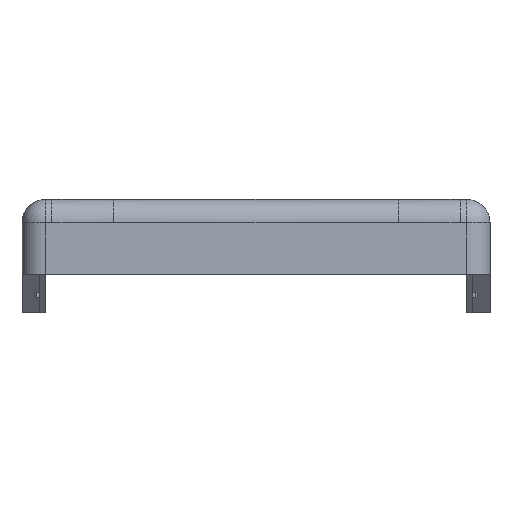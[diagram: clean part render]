
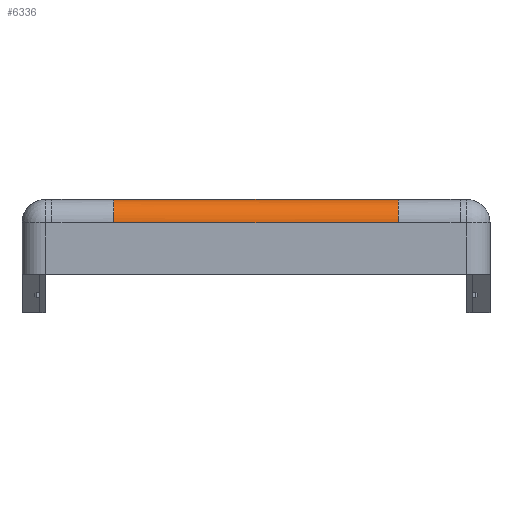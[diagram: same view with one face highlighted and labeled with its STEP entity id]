
A CAD part, front view. The second image highlights one B-rep face of the part: STEP entity #6336.
In plain terms, the highlighted cylindrical face has radius 2 mm (diameter 4 mm), a partial arc.
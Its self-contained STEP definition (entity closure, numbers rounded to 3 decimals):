
#772 = PLANE('',#773);
#773 = AXIS2_PLACEMENT_3D('',#774,#775,#776);
#774 = CARTESIAN_POINT('',(0.,-60.75,-4.25));
#775 = DIRECTION('',(-0.,-1.,-0.));
#776 = DIRECTION('',(0.,0.,-1.));
#3113 = VERTEX_POINT('',#3114);
#3114 = CARTESIAN_POINT('',(12.15,-60.75,10.));
#3126 = ( BOUNDED_SURFACE() B_SPLINE_SURFACE(2,1,(
    (#3127,#3128)
    ,(#3129,#3130)
    ,(#3131,#3132
)),.UNSPECIFIED.,.F.,.F.,.F.) B_SPLINE_SURFACE_WITH_KNOTS((3,3),(2,2),(
    0.,5.299),(32.15,37.45),
.PIECEWISE_BEZIER_KNOTS.) GEOMETRIC_REPRESENTATION_ITEM() 
RATIONAL_B_SPLINE_SURFACE((
    (1.,1.)
    ,(0.707,0.707)
,(1.,1.))) REPRESENTATION_ITEM('') SURFACE() );
#3127 = CARTESIAN_POINT('',(12.15,-58.75,12.));
#3128 = CARTESIAN_POINT('',(17.45,-58.75,12.));
#3129 = CARTESIAN_POINT('',(12.15,-60.75,12.));
#3130 = CARTESIAN_POINT('',(17.45,-60.75,12.));
#3131 = CARTESIAN_POINT('',(12.15,-60.75,10.));
#3132 = CARTESIAN_POINT('',(17.45,-60.75,10.));
#3140 = EDGE_CURVE('',#3141,#3113,#3143,.T.);
#3141 = VERTEX_POINT('',#3142);
#3142 = CARTESIAN_POINT('',(-12.15,-60.75,10.));
#3143 = SURFACE_CURVE('',#3144,(#3148,#3155),.PCURVE_S1.);
#3144 = LINE('',#3145,#3146);
#3145 = CARTESIAN_POINT('',(-20.,-60.75,10.));
#3146 = VECTOR('',#3147,1.);
#3147 = DIRECTION('',(1.,0.,0.));
#3148 = PCURVE('',#772,#3149);
#3149 = DEFINITIONAL_REPRESENTATION('',(#3150),#3154);
#3150 = LINE('',#3151,#3152);
#3151 = CARTESIAN_POINT('',(-14.25,-20.));
#3152 = VECTOR('',#3153,1.);
#3153 = DIRECTION('',(0.,1.));
#3154 = ( GEOMETRIC_REPRESENTATION_CONTEXT(2) 
PARAMETRIC_REPRESENTATION_CONTEXT() REPRESENTATION_CONTEXT('2D SPACE',''
  ) );
#3155 = PCURVE('',#3156,#3161);
#3156 = CYLINDRICAL_SURFACE('',#3157,2.);
#3157 = AXIS2_PLACEMENT_3D('',#3158,#3159,#3160);
#3158 = CARTESIAN_POINT('',(-20.,-58.75,10.));
#3159 = DIRECTION('',(1.,0.,0.));
#3160 = DIRECTION('',(0.,0.,1.));
#3161 = DEFINITIONAL_REPRESENTATION('',(#3162),#3166);
#3162 = LINE('',#3163,#3164);
#3163 = CARTESIAN_POINT('',(1.571,0.));
#3164 = VECTOR('',#3165,1.);
#3165 = DIRECTION('',(0.,1.));
#3166 = ( GEOMETRIC_REPRESENTATION_CONTEXT(2) 
PARAMETRIC_REPRESENTATION_CONTEXT() REPRESENTATION_CONTEXT('2D SPACE',''
  ) );
#3180 = ( BOUNDED_SURFACE() B_SPLINE_SURFACE(2,1,(
    (#3181,#3182)
    ,(#3183,#3184)
    ,(#3185,#3186
)),.UNSPECIFIED.,.F.,.F.,.F.) B_SPLINE_SURFACE_WITH_KNOTS((3,3),(2,2),(
    0.,5.299),(2.55,7.85),
.PIECEWISE_BEZIER_KNOTS.) GEOMETRIC_REPRESENTATION_ITEM() 
RATIONAL_B_SPLINE_SURFACE((
    (1.,1.)
    ,(0.707,0.707)
,(1.,1.))) REPRESENTATION_ITEM('') SURFACE() );
#3181 = CARTESIAN_POINT('',(-17.45,-58.75,12.));
#3182 = CARTESIAN_POINT('',(-12.15,-58.75,12.));
#3183 = CARTESIAN_POINT('',(-17.45,-60.75,12.));
#3184 = CARTESIAN_POINT('',(-12.15,-60.75,12.));
#3185 = CARTESIAN_POINT('',(-17.45,-60.75,10.));
#3186 = CARTESIAN_POINT('',(-12.15,-60.75,10.));
#6076 = PLANE('',#6077);
#6077 = AXIS2_PLACEMENT_3D('',#6078,#6079,#6080);
#6078 = CARTESIAN_POINT('',(0.,0.,12.));
#6079 = DIRECTION('',(0.,0.,1.));
#6080 = DIRECTION('',(1.,0.,0.));
#6283 = EDGE_CURVE('',#6284,#3141,#6286,.T.);
#6284 = VERTEX_POINT('',#6285);
#6285 = CARTESIAN_POINT('',(-12.15,-58.75,12.));
#6286 = SURFACE_CURVE('',#6287,(#6291,#6298),.PCURVE_S1.);
#6287 = ( BOUNDED_CURVE() B_SPLINE_CURVE(2,(#6288,#6289,#6290),
.UNSPECIFIED.,.F.,.F.) B_SPLINE_CURVE_WITH_KNOTS((3,3),(0.,
5.299),.PIECEWISE_BEZIER_KNOTS.) CURVE() 
GEOMETRIC_REPRESENTATION_ITEM() RATIONAL_B_SPLINE_CURVE((1.,
0.707,1.)) REPRESENTATION_ITEM('') );
#6288 = CARTESIAN_POINT('',(-12.15,-58.75,12.));
#6289 = CARTESIAN_POINT('',(-12.15,-60.75,12.));
#6290 = CARTESIAN_POINT('',(-12.15,-60.75,10.));
#6291 = PCURVE('',#3180,#6292);
#6292 = DEFINITIONAL_REPRESENTATION('',(#6293),#6297);
#6293 = LINE('',#6294,#6295);
#6294 = CARTESIAN_POINT('',(0.,7.85));
#6295 = VECTOR('',#6296,1.);
#6296 = DIRECTION('',(1.,0.));
#6297 = ( GEOMETRIC_REPRESENTATION_CONTEXT(2) 
PARAMETRIC_REPRESENTATION_CONTEXT() REPRESENTATION_CONTEXT('2D SPACE',''
  ) );
#6298 = PCURVE('',#3156,#6299);
#6299 = DEFINITIONAL_REPRESENTATION('',(#6300),#6311);
#6300 = B_SPLINE_CURVE_WITH_KNOTS('',9,(#6301,#6302,#6303,#6304,#6305,
    #6306,#6307,#6308,#6309,#6310),.UNSPECIFIED.,.F.,.F.,(10,10),(0.,
    5.299),.PIECEWISE_BEZIER_KNOTS.);
#6301 = CARTESIAN_POINT('',(0.,7.85));
#6302 = CARTESIAN_POINT('',(0.157,7.85));
#6303 = CARTESIAN_POINT('',(0.326,7.85));
#6304 = CARTESIAN_POINT('',(0.505,7.85));
#6305 = CARTESIAN_POINT('',(0.691,7.85));
#6306 = CARTESIAN_POINT('',(0.88,7.85));
#6307 = CARTESIAN_POINT('',(1.066,7.85));
#6308 = CARTESIAN_POINT('',(1.245,7.85));
#6309 = CARTESIAN_POINT('',(1.414,7.85));
#6310 = CARTESIAN_POINT('',(1.571,7.85));
#6311 = ( GEOMETRIC_REPRESENTATION_CONTEXT(2) 
PARAMETRIC_REPRESENTATION_CONTEXT() REPRESENTATION_CONTEXT('2D SPACE',''
  ) );
#6336 = ADVANCED_FACE('',(#6337),#3156,.T.);
#6337 = FACE_BOUND('',#6338,.T.);
#6338 = EDGE_LOOP('',(#6339,#6340,#6341,#6372));
#6339 = ORIENTED_EDGE('',*,*,#6283,.T.);
#6340 = ORIENTED_EDGE('',*,*,#3140,.T.);
#6341 = ORIENTED_EDGE('',*,*,#6342,.F.);
#6342 = EDGE_CURVE('',#6343,#3113,#6345,.T.);
#6343 = VERTEX_POINT('',#6344);
#6344 = CARTESIAN_POINT('',(12.15,-58.75,12.));
#6345 = SURFACE_CURVE('',#6346,(#6351,#6358),.PCURVE_S1.);
#6346 = CIRCLE('',#6347,2.);
#6347 = AXIS2_PLACEMENT_3D('',#6348,#6349,#6350);
#6348 = CARTESIAN_POINT('',(12.15,-58.75,10.));
#6349 = DIRECTION('',(1.,0.,-0.));
#6350 = DIRECTION('',(0.,0.,1.));
#6351 = PCURVE('',#3156,#6352);
#6352 = DEFINITIONAL_REPRESENTATION('',(#6353),#6357);
#6353 = LINE('',#6354,#6355);
#6354 = CARTESIAN_POINT('',(0.,32.15));
#6355 = VECTOR('',#6356,1.);
#6356 = DIRECTION('',(1.,0.));
#6357 = ( GEOMETRIC_REPRESENTATION_CONTEXT(2) 
PARAMETRIC_REPRESENTATION_CONTEXT() REPRESENTATION_CONTEXT('2D SPACE',''
  ) );
#6358 = PCURVE('',#3126,#6359);
#6359 = DEFINITIONAL_REPRESENTATION('',(#6360),#6371);
#6360 = B_SPLINE_CURVE_WITH_KNOTS('',9,(#6361,#6362,#6363,#6364,#6365,
    #6366,#6367,#6368,#6369,#6370),.UNSPECIFIED.,.F.,.F.,(10,10),(0.,
    1.571),.PIECEWISE_BEZIER_KNOTS.);
#6361 = CARTESIAN_POINT('',(0.,32.15));
#6362 = CARTESIAN_POINT('',(0.654,32.15));
#6363 = CARTESIAN_POINT('',(1.255,32.15));
#6364 = CARTESIAN_POINT('',(1.824,32.15));
#6365 = CARTESIAN_POINT('',(2.376,32.15));
#6366 = CARTESIAN_POINT('',(2.923,32.15));
#6367 = CARTESIAN_POINT('',(3.475,32.15));
#6368 = CARTESIAN_POINT('',(4.044,32.15));
#6369 = CARTESIAN_POINT('',(4.645,32.15));
#6370 = CARTESIAN_POINT('',(5.299,32.15));
#6371 = ( GEOMETRIC_REPRESENTATION_CONTEXT(2) 
PARAMETRIC_REPRESENTATION_CONTEXT() REPRESENTATION_CONTEXT('2D SPACE',''
  ) );
#6372 = ORIENTED_EDGE('',*,*,#6373,.F.);
#6373 = EDGE_CURVE('',#6284,#6343,#6374,.T.);
#6374 = SURFACE_CURVE('',#6375,(#6379,#6386),.PCURVE_S1.);
#6375 = LINE('',#6376,#6377);
#6376 = CARTESIAN_POINT('',(-20.,-58.75,12.));
#6377 = VECTOR('',#6378,1.);
#6378 = DIRECTION('',(1.,0.,0.));
#6379 = PCURVE('',#3156,#6380);
#6380 = DEFINITIONAL_REPRESENTATION('',(#6381),#6385);
#6381 = LINE('',#6382,#6383);
#6382 = CARTESIAN_POINT('',(0.,0.));
#6383 = VECTOR('',#6384,1.);
#6384 = DIRECTION('',(0.,1.));
#6385 = ( GEOMETRIC_REPRESENTATION_CONTEXT(2) 
PARAMETRIC_REPRESENTATION_CONTEXT() REPRESENTATION_CONTEXT('2D SPACE',''
  ) );
#6386 = PCURVE('',#6076,#6387);
#6387 = DEFINITIONAL_REPRESENTATION('',(#6388),#6392);
#6388 = LINE('',#6389,#6390);
#6389 = CARTESIAN_POINT('',(-20.,-58.75));
#6390 = VECTOR('',#6391,1.);
#6391 = DIRECTION('',(1.,0.));
#6392 = ( GEOMETRIC_REPRESENTATION_CONTEXT(2) 
PARAMETRIC_REPRESENTATION_CONTEXT() REPRESENTATION_CONTEXT('2D SPACE',''
  ) );
